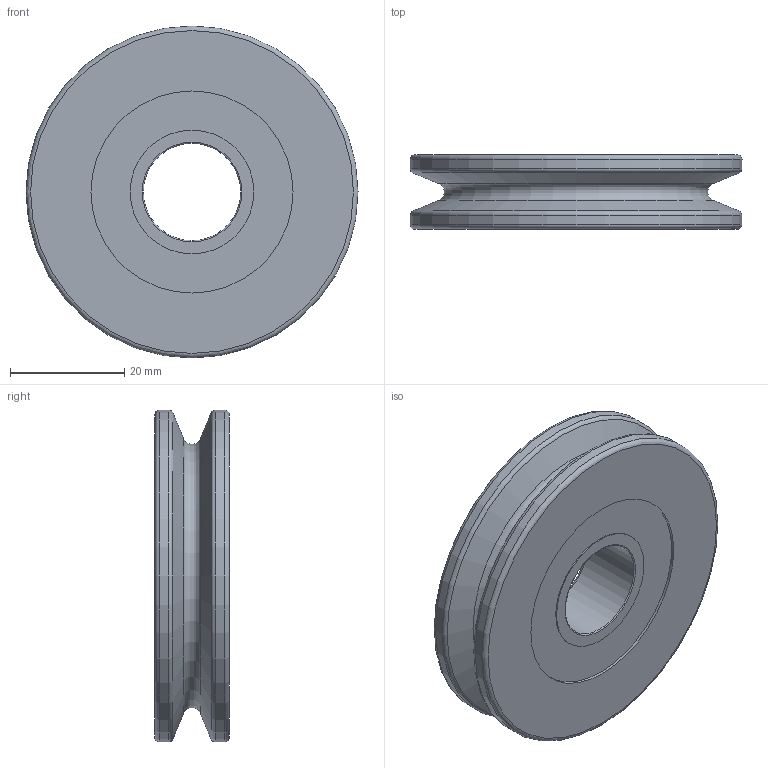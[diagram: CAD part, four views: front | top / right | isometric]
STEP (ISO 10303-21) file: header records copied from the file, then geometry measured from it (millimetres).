
FILE_DESCRIPTION(('FreeCAD Model'),'2;1');
FILE_NAME('Open CASCADE Shape Model','2023-09-13T11:04:41',(''),(''), 'Open CASCADE STEP processor 7.6','FreeCAD','Unknown');
FILE_SCHEMA(('AUTOMOTIVE_DESIGN { 1 0 10303 214 1 1 1 1 }'));
Length unit declared in the file: millimetre
Products named in the file (3): Seilrolle C39K-80; Seilrolle 80; 62032RS
Assembly tree (2 placements, depth 2):
  Seilrolle C39K-80
    Seilrolle 80
    62032RS
Bounding box: 58 x 13 x 58 mm (x, y, z)
Volume: 25598.8 mm3; surface area: 12385.1 mm2
Topology: 2 solids, 2 shells, 31 faces, 53 edges, 31 vertices
Faces by surface type: cylinder 10, plane 9, revolution 6, torus 4, cone 2
Full cylindrical faces by diameter (mm): 17 x1, 21.6 x2, 35.3 x1, 36.3 x2, 40 x2, 58 x2
Entity records: 845 total; most frequent: CARTESIAN_POINT 154, DIRECTION 154, ORIENTED_EDGE 106, AXIS2_PLACEMENT_3D 71, EDGE_CURVE 53, CIRCLE 43, FACE_BOUND 40, EDGE_LOOP 40
